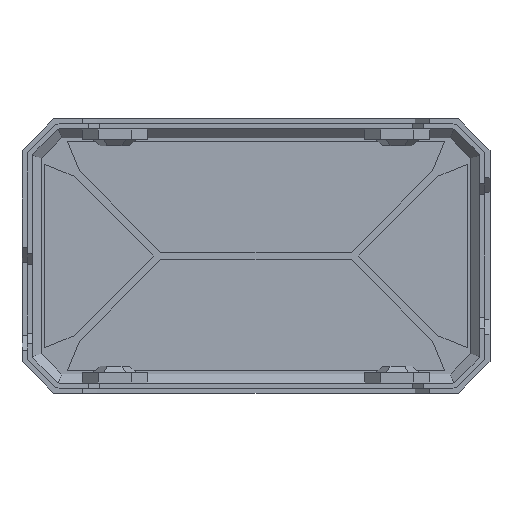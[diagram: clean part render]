
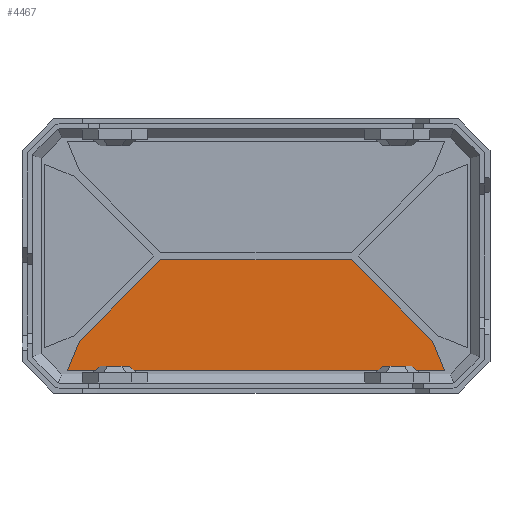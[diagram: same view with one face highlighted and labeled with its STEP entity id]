
A CAD part, front view. The second image highlights one B-rep face of the part: STEP entity #4467.
In plain terms, the highlighted planar face has unit normal (0, -1, 0).
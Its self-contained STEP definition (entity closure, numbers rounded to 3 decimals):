
#97=FACE_OUTER_BOUND('',#345,.T.);
#345=EDGE_LOOP('',(#2941,#2942,#2943,#2944,#2945,#2946));
#605=LINE('',#6215,#1223);
#609=LINE('',#6222,#1227);
#612=LINE('',#6228,#1230);
#615=LINE('',#6234,#1233);
#618=LINE('',#6240,#1236);
#620=LINE('',#6243,#1238);
#1223=VECTOR('',#5017,10.);
#1227=VECTOR('',#5023,10.);
#1230=VECTOR('',#5028,10.);
#1233=VECTOR('',#5033,10.);
#1236=VECTOR('',#5038,10.);
#1238=VECTOR('',#5042,10.);
#1841=VERTEX_POINT('',#6212);
#1842=VERTEX_POINT('',#6214);
#1844=VERTEX_POINT('',#6220);
#1846=VERTEX_POINT('',#6226);
#1848=VERTEX_POINT('',#6232);
#1850=VERTEX_POINT('',#6238);
#2261=EDGE_CURVE('',#1841,#1842,#605,.T.);
#2265=EDGE_CURVE('',#1844,#1841,#609,.T.);
#2268=EDGE_CURVE('',#1846,#1844,#612,.T.);
#2271=EDGE_CURVE('',#1848,#1846,#615,.T.);
#2274=EDGE_CURVE('',#1850,#1848,#618,.T.);
#2276=EDGE_CURVE('',#1842,#1850,#620,.T.);
#2941=ORIENTED_EDGE('',*,*,#2276,.F.);
#2942=ORIENTED_EDGE('',*,*,#2261,.F.);
#2943=ORIENTED_EDGE('',*,*,#2265,.F.);
#2944=ORIENTED_EDGE('',*,*,#2268,.F.);
#2945=ORIENTED_EDGE('',*,*,#2271,.F.);
#2946=ORIENTED_EDGE('',*,*,#2274,.F.);
#4239=PLANE('',#4729);
#4467=ADVANCED_FACE('',(#97),#4239,.F.);
#4729=AXIS2_PLACEMENT_3D('',#6244,#5043,#5044);
#5017=DIRECTION('',(0.383,0.,-0.924));
#5023=DIRECTION('',(0.707,0.,-0.707));
#5028=DIRECTION('',(1.,0.,0.));
#5033=DIRECTION('',(0.707,0.,0.707));
#5038=DIRECTION('',(0.383,0.,0.924));
#5042=DIRECTION('',(-1.,0.,0.));
#5043=DIRECTION('center_axis',(0.,1.,0.));
#5044=DIRECTION('ref_axis',(0.,0.,1.));
#6212=CARTESIAN_POINT('',(64.656,23.157,-35.009));
#6214=CARTESIAN_POINT('',(66.561,23.157,-39.608));
#6215=CARTESIAN_POINT('',(66.561,23.157,-39.608));
#6220=CARTESIAN_POINT('',(51.851,23.157,-22.205));
#6222=CARTESIAN_POINT('',(64.656,23.157,-35.009));
#6226=CARTESIAN_POINT('',(21.849,23.157,-22.205));
#6228=CARTESIAN_POINT('',(36.85,23.157,-22.205));
#6232=CARTESIAN_POINT('',(9.044,23.157,-35.009));
#6234=CARTESIAN_POINT('',(9.044,23.157,-35.009));
#6238=CARTESIAN_POINT('',(7.139,23.157,-39.608));
#6240=CARTESIAN_POINT('',(7.139,23.157,-39.608));
#6243=CARTESIAN_POINT('',(7.139,23.157,-39.608));
#6244=CARTESIAN_POINT('Origin',(36.85,23.157,-30.907));
